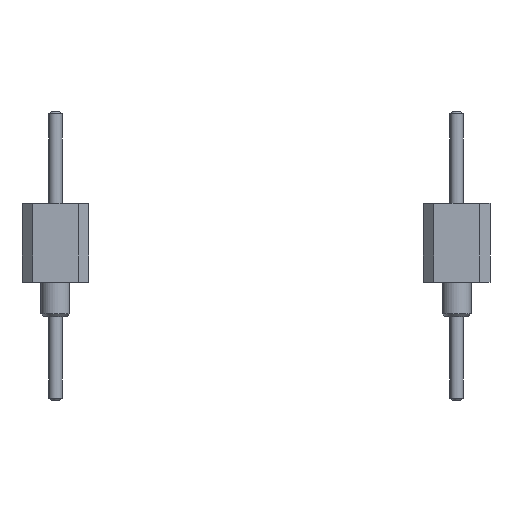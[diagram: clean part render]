
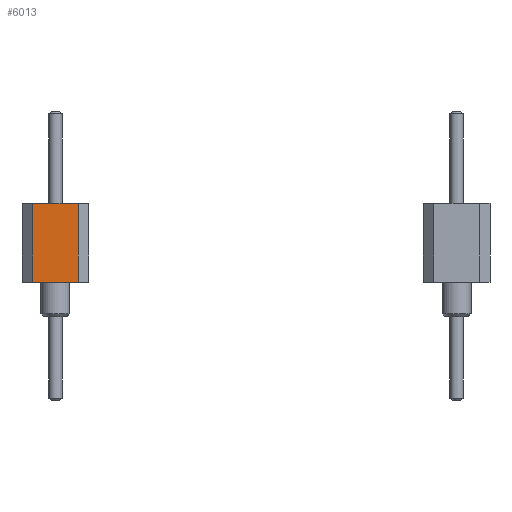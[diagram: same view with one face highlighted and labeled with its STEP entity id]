
A CAD part, front view. The second image highlights one B-rep face of the part: STEP entity #6013.
In plain terms, the highlighted planar face has unit normal (0, -1, 0).
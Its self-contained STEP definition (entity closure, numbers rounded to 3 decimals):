
#511=FACE_OUTER_BOUND('',#884,.T.);
#884=EDGE_LOOP('',(#3963,#3964,#3965,#3966));
#1346=LINE('',#8968,#1934);
#1347=LINE('',#8971,#1935);
#1348=LINE('',#8973,#1936);
#1349=LINE('',#8974,#1937);
#1934=VECTOR('',#7227,10.);
#1935=VECTOR('',#7230,10.);
#1936=VECTOR('',#7231,10.);
#1937=VECTOR('',#7232,10.);
#2520=VERTEX_POINT('',#8961);
#2523=VERTEX_POINT('',#8966);
#2524=VERTEX_POINT('',#8970);
#2525=VERTEX_POINT('',#8972);
#3079=EDGE_CURVE('',#2523,#2520,#1346,.T.);
#3080=EDGE_CURVE('',#2524,#2523,#1347,.T.);
#3081=EDGE_CURVE('',#2525,#2524,#1348,.T.);
#3082=EDGE_CURVE('',#2525,#2520,#1349,.T.);
#3963=ORIENTED_EDGE('',*,*,#3079,.F.);
#3964=ORIENTED_EDGE('',*,*,#3080,.F.);
#3965=ORIENTED_EDGE('',*,*,#3081,.F.);
#3966=ORIENTED_EDGE('',*,*,#3082,.T.);
#5389=PLANE('',#6441);
#6013=ADVANCED_FACE('',(#511),#5389,.T.);
#6441=AXIS2_PLACEMENT_3D('',#8969,#7228,#7229);
#7227=DIRECTION('',(0.,0.,1.));
#7228=DIRECTION('center_axis',(0.,-1.,0.));
#7229=DIRECTION('ref_axis',(1.,0.,0.));
#7230=DIRECTION('',(-1.,0.,0.));
#7231=DIRECTION('',(0.,0.,-1.));
#7232=DIRECTION('',(-1.,0.,0.));
#8961=CARTESIAN_POINT('',(-0.87,-29.21,-1.6));
#8966=CARTESIAN_POINT('',(-0.87,-29.21,-4.6));
#8968=CARTESIAN_POINT('',(-0.87,-29.21,-4.6));
#8969=CARTESIAN_POINT('Origin',(-1.27,-29.21,-4.6));
#8970=CARTESIAN_POINT('',(0.87,-29.21,-4.6));
#8971=CARTESIAN_POINT('',(1.27,-29.21,-4.6));
#8972=CARTESIAN_POINT('',(0.87,-29.21,-1.6));
#8973=CARTESIAN_POINT('',(0.87,-29.21,-4.6));
#8974=CARTESIAN_POINT('',(-0.635,-29.21,-1.6));
